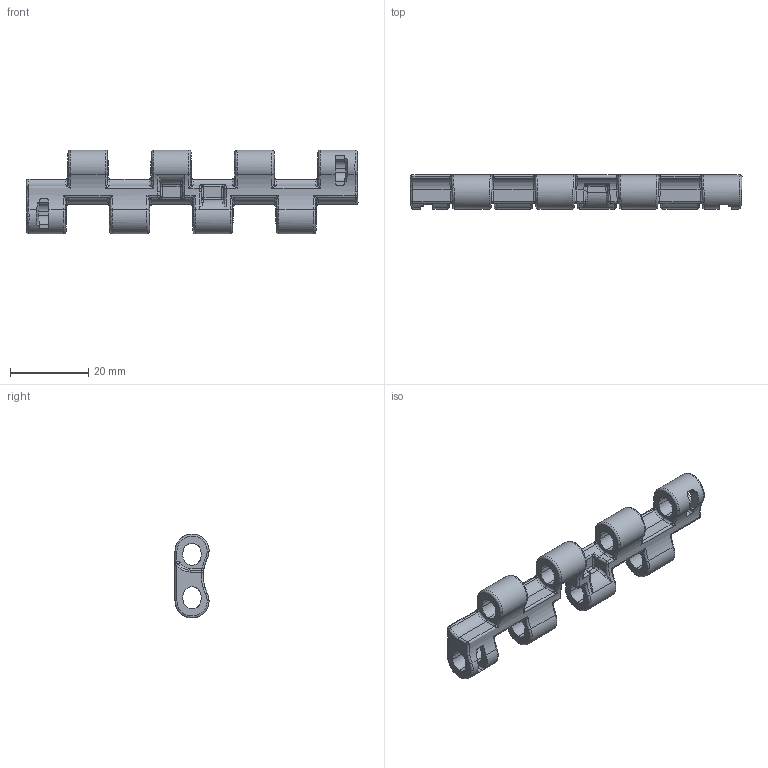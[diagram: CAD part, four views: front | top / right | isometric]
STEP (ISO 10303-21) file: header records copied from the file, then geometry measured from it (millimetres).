
FILE_DESCRIPTION (( 'STEP AP214' ), '1' );
FILE_NAME ('LF912301.2.STEP', '2021-03-12T07:27:31', ( '' ), ( '' ), 'SwSTEP 2.0', 'SolidWorks 2019', '' );
FILE_SCHEMA (( 'AUTOMOTIVE_DESIGN' ));
Length unit declared in the file: millimetre
Products named in the file (1): LF912301.2
Bounding box: 84.69 x 8.7 x 21.4 mm (x, y, z)
Volume: 5591 mm3; surface area: 5274.9 mm2
Topology: 1 solids, 1 shells, 363 faces, 943 edges, 531 vertices
Faces by surface type: bspline 142, cylinder 137, plane 73, sphere 11
Entity records: 13912 total; most frequent: CARTESIAN_POINT 6850, ORIENTED_EDGE 1782, DIRECTION 1156, EDGE_CURVE 891, VERTEX_POINT 526, AXIS2_PLACEMENT_3D 420, EDGE_LOOP 379, ADVANCED_FACE 363
